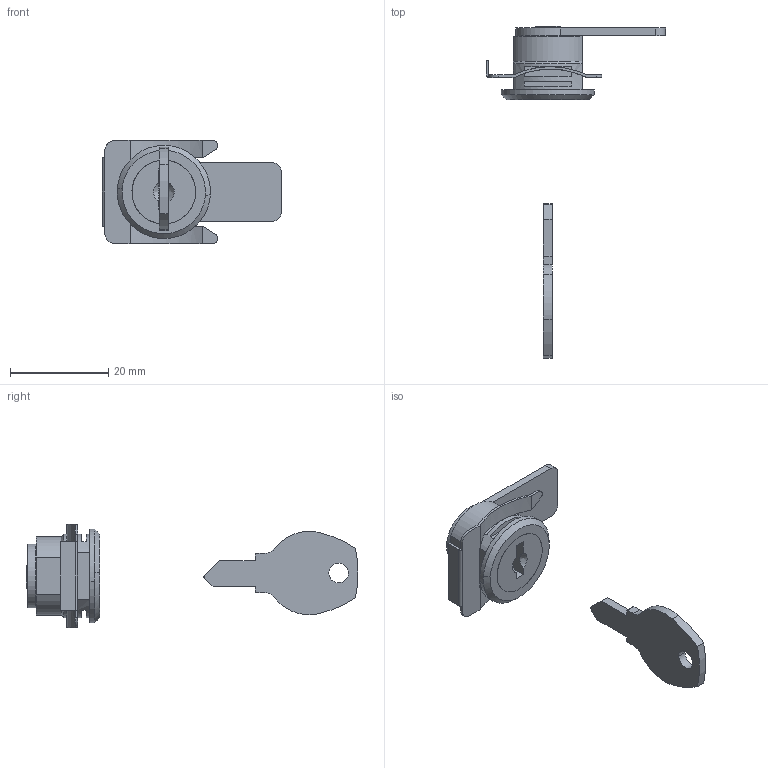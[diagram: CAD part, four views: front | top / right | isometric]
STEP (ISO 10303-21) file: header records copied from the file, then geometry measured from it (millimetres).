
FILE_DESCRIPTION((''),'2;1');
FILE_NAME('','2005-07-15T15:10:53',(''),(''),'','CADfix','');
FILE_SCHEMA(('AUTOMOTIVE_DESIGN'));
Length unit declared in the file: millimetre
Products named in the file (6): retainer_mr; cam_mr; lock; key; body; TL_214_3_25567_36
Assembly tree (5 placements, depth 2):
  TL_214_3_25567_36
    retainer_mr
    cam_mr
    lock
    key
    body
Bounding box: 36.5 x 67.68 x 21 mm (x, y, z)
Volume: 3853.7 mm3; surface area: 4607.2 mm2
Topology: 5 solids, 5 shells, 116 faces, 308 edges, 211 vertices
Faces by surface type: bspline 116
Entity records: 3707 total; most frequent: CARTESIAN_POINT 1770, ORIENTED_EDGE 616, EDGE_CURVE 308, VERTEX_POINT 211, QUASI_UNIFORM_CURVE 181, EDGE_LOOP 131, FACE_OUTER_BOUND 116, ADVANCED_FACE 116
